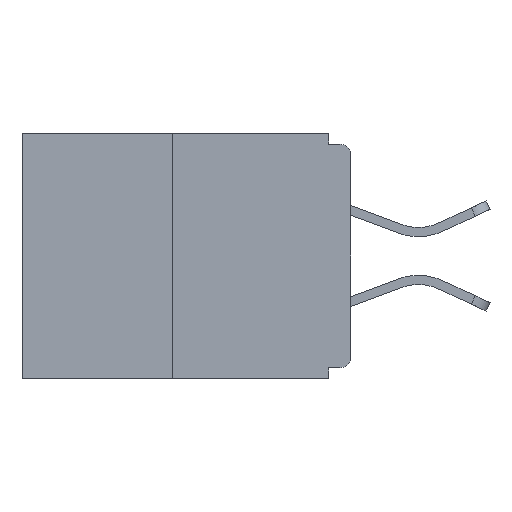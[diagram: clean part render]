
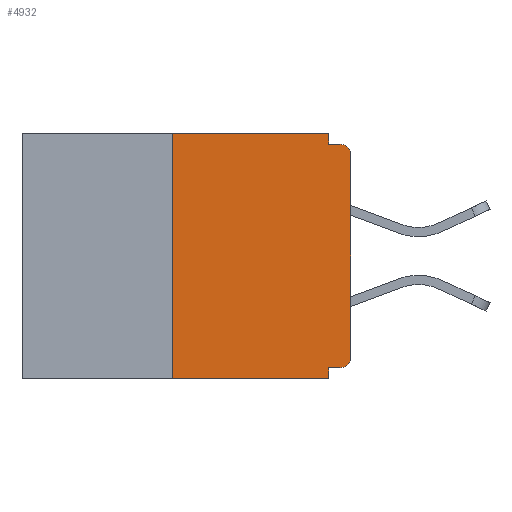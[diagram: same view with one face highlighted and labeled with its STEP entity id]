
A CAD part, left-side view. The second image highlights one B-rep face of the part: STEP entity #4932.
In plain terms, the highlighted planar face has unit normal (-1, 0, 0).
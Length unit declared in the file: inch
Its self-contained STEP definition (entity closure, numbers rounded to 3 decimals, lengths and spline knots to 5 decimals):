
#237 = CARTESIAN_POINT ( 'NONE',  ( 0., 0.031, 0. ) ) ;
#438 = CIRCLE ( 'NONE', #4809, 0.015 ) ;
#532 = ORIENTED_EDGE ( 'NONE', *, *, #8755, .T. ) ;
#960 = LINE ( 'NONE', #10695, #13782 ) ;
#1008 = CARTESIAN_POINT ( 'NONE',  ( 0., 0., -0.313 ) ) ;
#1129 = CARTESIAN_POINT ( 'NONE',  ( 0., 0.25, 0. ) ) ;
#1515 = AXIS2_PLACEMENT_3D ( 'NONE', #7421, #13352, #24760 ) ;
#1593 = LINE ( 'NONE', #15582, #16148 ) ;
#1758 = VERTEX_POINT ( 'NONE', #21205 ) ;
#1893 = DIRECTION ( 'NONE',  ( 0., 0., -1. ) ) ;
#2314 = LINE ( 'NONE', #10018, #6125 ) ;
#3640 = LINE ( 'NONE', #7222, #8753 ) ;
#3660 = EDGE_CURVE ( 'NONE', #8225, #15461, #6557, .T. ) ;
#4809 = AXIS2_PLACEMENT_3D ( 'NONE', #12597, #8803, #24363 ) ;
#4932 = ADVANCED_FACE ( 'NONE', ( #17027 ), #8939, .F. ) ;
#4993 = VERTEX_POINT ( 'NONE', #237 ) ;
#5921 = DIRECTION ( 'NONE',  ( 0., -1., 0. ) ) ;
#6125 = VECTOR ( 'NONE', #16065, 39.37008 ) ;
#6140 = ORIENTED_EDGE ( 'NONE', *, *, #23795, .F. ) ;
#6436 = ORIENTED_EDGE ( 'NONE', *, *, #12016, .F. ) ;
#6494 = DIRECTION ( 'NONE',  ( 0., 0., -1. ) ) ;
#6522 = LINE ( 'NONE', #14248, #23948 ) ;
#6557 = LINE ( 'NONE', #6810, #24324 ) ;
#6810 = CARTESIAN_POINT ( 'NONE',  ( 0., 0.25, 0. ) ) ;
#7222 = CARTESIAN_POINT ( 'NONE',  ( 0., 0.46, 0. ) ) ;
#7421 = CARTESIAN_POINT ( 'NONE',  ( 0., 0.46, 0. ) ) ;
#7483 = CARTESIAN_POINT ( 'NONE',  ( 0., 0.031, 0. ) ) ;
#7820 = DIRECTION ( 'NONE',  ( 0., -1., 0. ) ) ;
#8225 = VERTEX_POINT ( 'NONE', #14765 ) ;
#8503 = ORIENTED_EDGE ( 'NONE', *, *, #19009, .F. ) ;
#8549 = CARTESIAN_POINT ( 'NONE',  ( 0., 0.015, -0.328 ) ) ;
#8558 = CARTESIAN_POINT ( 'NONE',  ( 0., 0., -0.015 ) ) ;
#8647 = VERTEX_POINT ( 'NONE', #12852 ) ;
#8753 = VECTOR ( 'NONE', #7820, 39.37008 ) ;
#8755 = EDGE_CURVE ( 'NONE', #15889, #23565, #438, .T. ) ;
#8803 = DIRECTION ( 'NONE',  ( -1., 0., 0. ) ) ;
#8856 = EDGE_CURVE ( 'NONE', #23565, #22478, #1593, .T. ) ;
#8939 = PLANE ( 'NONE',  #1515 ) ;
#8994 = CARTESIAN_POINT ( 'NONE',  ( 0., 0.031, -0.343 ) ) ;
#9509 = CIRCLE ( 'NONE', #10713, 0.015 ) ;
#10018 = CARTESIAN_POINT ( 'NONE',  ( 0., 0.031, -0.343 ) ) ;
#10234 = EDGE_LOOP ( 'NONE', ( #6140, #15538, #19326, #6436, #18381, #532, #22551, #10770, #15229, #8503 ) ) ;
#10695 = CARTESIAN_POINT ( 'NONE',  ( 0., 0.46, -0.343 ) ) ;
#10713 = AXIS2_PLACEMENT_3D ( 'NONE', #13967, #14223, #6494 ) ;
#10770 = ORIENTED_EDGE ( 'NONE', *, *, #21909, .T. ) ;
#11629 = EDGE_CURVE ( 'NONE', #8225, #20889, #960, .T. ) ;
#12016 = EDGE_CURVE ( 'NONE', #1758, #20889, #2314, .T. ) ;
#12597 = CARTESIAN_POINT ( 'NONE',  ( 0., 0.015, -0.313 ) ) ;
#12852 = CARTESIAN_POINT ( 'NONE',  ( 0., 0.015, -0.015 ) ) ;
#13352 = DIRECTION ( 'NONE',  ( 1., 0., 0. ) ) ;
#13782 = VECTOR ( 'NONE', #14716, 39.37008 ) ;
#13967 = CARTESIAN_POINT ( 'NONE',  ( 0., 0.015, -0.03 ) ) ;
#14151 = DIRECTION ( 'NONE',  ( 0., 0., 1. ) ) ;
#14223 = DIRECTION ( 'NONE',  ( -1., 0., 0. ) ) ;
#14248 = CARTESIAN_POINT ( 'NONE',  ( 0., 0., -0.328 ) ) ;
#14716 = DIRECTION ( 'NONE',  ( 0., -1., 0. ) ) ;
#14765 = CARTESIAN_POINT ( 'NONE',  ( 0., 0.25, -0.343 ) ) ;
#15229 = ORIENTED_EDGE ( 'NONE', *, *, #17924, .F. ) ;
#15461 = VERTEX_POINT ( 'NONE', #1129 ) ;
#15462 = DIRECTION ( 'NONE',  ( 0., 0., 1. ) ) ;
#15528 = LINE ( 'NONE', #7483, #21721 ) ;
#15538 = ORIENTED_EDGE ( 'NONE', *, *, #3660, .F. ) ;
#15582 = CARTESIAN_POINT ( 'NONE',  ( 0., 0., 0. ) ) ;
#15889 = VERTEX_POINT ( 'NONE', #8549 ) ;
#16010 = VECTOR ( 'NONE', #5921, 39.37008 ) ;
#16065 = DIRECTION ( 'NONE',  ( 0., 0., -1. ) ) ;
#16148 = VECTOR ( 'NONE', #15462, 39.37008 ) ;
#17027 = FACE_OUTER_BOUND ( 'NONE', #10234, .T. ) ;
#17924 = EDGE_CURVE ( 'NONE', #19225, #8647, #23261, .T. ) ;
#18381 = ORIENTED_EDGE ( 'NONE', *, *, #19847, .F. ) ;
#18414 = DIRECTION ( 'NONE',  ( 0., 1., 0. ) ) ;
#19009 = EDGE_CURVE ( 'NONE', #4993, #19225, #15528, .T. ) ;
#19225 = VERTEX_POINT ( 'NONE', #22557 ) ;
#19326 = ORIENTED_EDGE ( 'NONE', *, *, #11629, .T. ) ;
#19847 = EDGE_CURVE ( 'NONE', #15889, #1758, #6522, .T. ) ;
#20889 = VERTEX_POINT ( 'NONE', #8994 ) ;
#21205 = CARTESIAN_POINT ( 'NONE',  ( 0., 0.031, -0.328 ) ) ;
#21721 = VECTOR ( 'NONE', #1893, 39.37008 ) ;
#21909 = EDGE_CURVE ( 'NONE', #22478, #8647, #9509, .T. ) ;
#22478 = VERTEX_POINT ( 'NONE', #23943 ) ;
#22551 = ORIENTED_EDGE ( 'NONE', *, *, #8856, .T. ) ;
#22557 = CARTESIAN_POINT ( 'NONE',  ( 0., 0.031, -0.015 ) ) ;
#23261 = LINE ( 'NONE', #8558, #16010 ) ;
#23565 = VERTEX_POINT ( 'NONE', #1008 ) ;
#23795 = EDGE_CURVE ( 'NONE', #15461, #4993, #3640, .T. ) ;
#23943 = CARTESIAN_POINT ( 'NONE',  ( 0., 0., -0.03 ) ) ;
#23948 = VECTOR ( 'NONE', #18414, 39.37008 ) ;
#24324 = VECTOR ( 'NONE', #14151, 39.37008 ) ;
#24363 = DIRECTION ( 'NONE',  ( 0., 0., -1. ) ) ;
#24760 = DIRECTION ( 'NONE',  ( 0., 0., -1. ) ) ;
